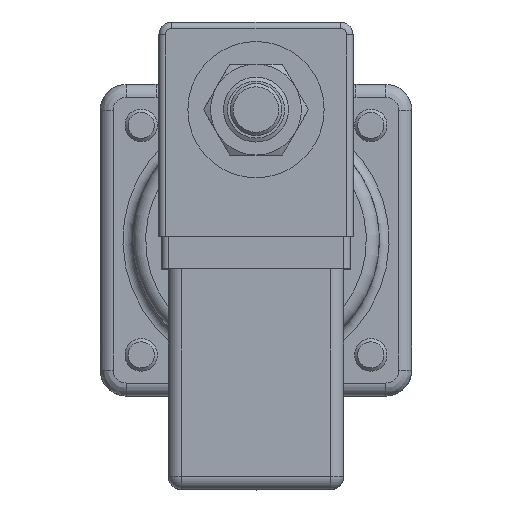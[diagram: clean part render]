
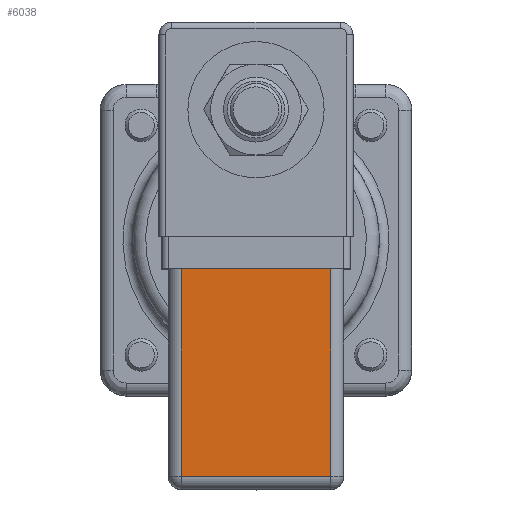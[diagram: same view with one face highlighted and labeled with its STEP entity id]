
A CAD part, top view. The second image highlights one B-rep face of the part: STEP entity #6038.
In plain terms, the highlighted planar face has unit normal (0, 0, 1).
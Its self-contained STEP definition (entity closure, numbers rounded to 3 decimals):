
#493=LINE('',#9282,#826);
#502=LINE('',#9320,#835);
#503=LINE('',#9322,#836);
#504=LINE('',#9323,#837);
#826=VECTOR('',#7360,23.);
#835=VECTOR('',#7411,32.);
#836=VECTOR('',#7412,23.);
#837=VECTOR('',#7413,32.);
#1326=FACE_OUTER_BOUND('',#1736,.T.);
#1736=EDGE_LOOP('',(#4313,#4314,#4315,#4316));
#2554=VERTEX_POINT('',#9275);
#2557=VERTEX_POINT('',#9280);
#2565=VERTEX_POINT('',#9319);
#2566=VERTEX_POINT('',#9321);
#3193=EDGE_CURVE('',#2557,#2554,#493,.T.);
#3212=EDGE_CURVE('',#2565,#2557,#502,.T.);
#3213=EDGE_CURVE('',#2566,#2565,#503,.T.);
#3214=EDGE_CURVE('',#2566,#2554,#504,.T.);
#4313=ORIENTED_EDGE('',*,*,#3193,.F.);
#4314=ORIENTED_EDGE('',*,*,#3212,.F.);
#4315=ORIENTED_EDGE('',*,*,#3213,.F.);
#4316=ORIENTED_EDGE('',*,*,#3214,.T.);
#5867=PLANE('',#6491);
#6038=ADVANCED_FACE('',(#1326),#5867,.T.);
#6491=AXIS2_PLACEMENT_3D('',#9318,#7409,#7410);
#7360=DIRECTION('',(-1.,0.,0.));
#7409=DIRECTION('center_axis',(0.,0.,
1.));
#7410=DIRECTION('ref_axis',(0.,-1.,0.));
#7411=DIRECTION('',(0.,-1.,0.));
#7412=DIRECTION('',(1.,0.,0.));
#7413=DIRECTION('',(0.,-1.,0.));
#9275=CARTESIAN_POINT('',(-11.5,-36.5,81.207));
#9280=CARTESIAN_POINT('',(11.5,-36.5,81.207));
#9282=CARTESIAN_POINT('',(-5.75,-36.5,81.207));
#9318=CARTESIAN_POINT('Origin',(-11.5,-4.5,81.207));
#9319=CARTESIAN_POINT('',(11.5,-4.5,81.207));
#9320=CARTESIAN_POINT('',(11.5,-4.5,81.207));
#9321=CARTESIAN_POINT('',(-11.5,-4.5,81.207));
#9322=CARTESIAN_POINT('',(-5.75,-4.5,81.207));
#9323=CARTESIAN_POINT('',(-11.5,-4.5,81.207));
